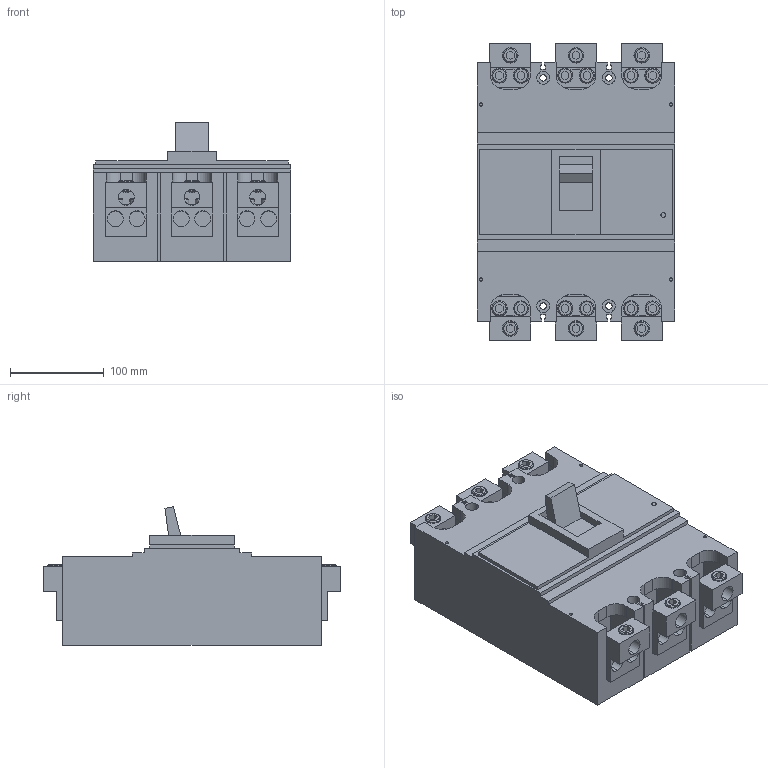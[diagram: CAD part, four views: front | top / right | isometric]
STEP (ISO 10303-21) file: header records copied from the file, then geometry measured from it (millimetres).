
FILE_DESCRIPTION (( 'STEP AP203' ), '1' );
FILE_NAME ('BW800RAGU-3P800SB.STEP', '2020-06-09T16:06:06', ( '' ), ( '' ), 'SwSTEP 2.0', 'SolidWorks 2019', '' );
FILE_SCHEMA (( 'CONFIG_CONTROL_DESIGN' ));
Length unit declared in the file: inch
Products named in the file (1): BW800RAGU-3P800SB
Bounding box: 210 x 316 x 147.8 mm (x, y, z)
Volume: 5535584.8 mm3; surface area: 412060.2 mm2
Topology: 50 solids, 50 shells, 987 faces, 2346 edges, 1512 vertices
Faces by surface type: plane 517, cylinder 302, cone 132, bspline 36
Entity records: 32651 total; most frequent: CARTESIAN_POINT 9310, DIRECTION 4824, ORIENTED_EDGE 4692, EDGE_CURVE 2346, AXIS2_PLACEMENT_3D 1658, VERTEX_POINT 1512, VECTOR 1508, LINE 1508
